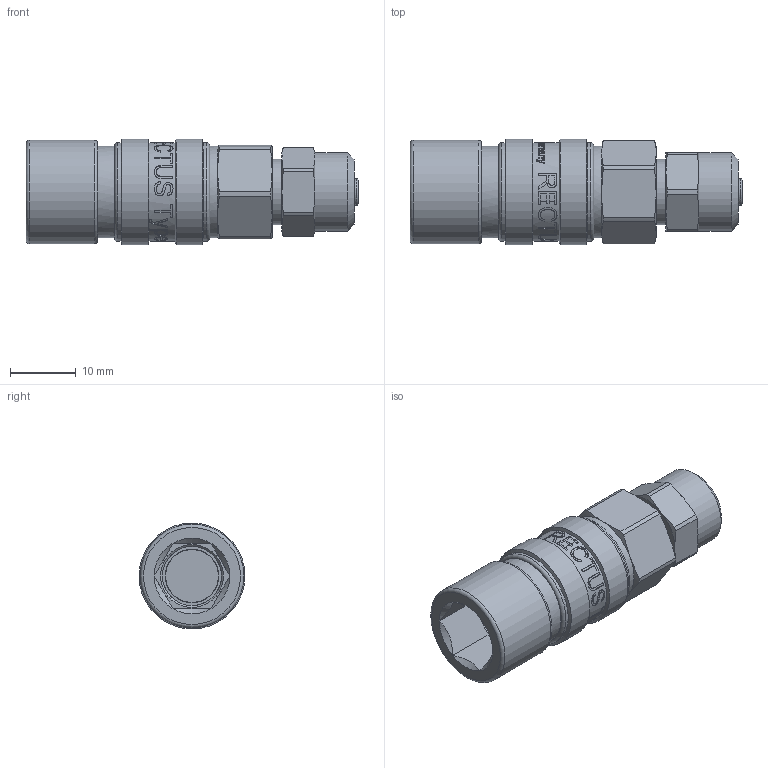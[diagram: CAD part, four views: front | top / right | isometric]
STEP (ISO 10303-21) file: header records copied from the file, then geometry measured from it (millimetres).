
FILE_DESCRIPTION(/* description */ (''),/* implementation_level */ '2;1');
FILE_NAME(/* name */ '21kako06mpn6.stp',/* time_stamp */ '2020-08-12T15:26:23+02:00',/* author */ ('IA176480'),/* organization */ (''),/* preprocessor_version */ 'ST-DEVELOPER v17',/* originating_system */ 'Autodesk Inventor 2019',/* authorisation */ '');
FILE_SCHEMA (('CONFIG_CONTROL_DESIGN'));
Products named in the file (1): 21KAKO06MPN6
Bounding box: 50.64 x 16.15 x 16.15 mm (x, y, z)
Volume: 6394.2 mm3; surface area: 6219.2 mm2
Topology: 1 solids, 3 shells, 503 faces, 1388 edges, 933 vertices
Faces by surface type: bspline 211, plane 162, cylinder 75, cone 48, torus 7
Full cylindrical faces by diameter (mm): 4 x1, 8.049 x2, 8.2 x1, 8.6 x1, 8.92 x1, 9 x1, 10 x1, 10.4 x1, 10.45 x1, 10.7 x1, 11.4 x1, 12 x3, 12.1 x1, 12.15 x1, 14 x4, 15.1 x3, 15.8 x1, 16.15 x2
Entity records: 65961 total; most frequent: CARTESIAN_POINT 54196, ORIENTED_EDGE 2776, DIRECTION 1595, EDGE_CURVE 1388, VERTEX_POINT 933, B_SPLINE_CURVE_WITH_KNOTS 567, EDGE_LOOP 559, AXIS2_PLACEMENT_3D 553
